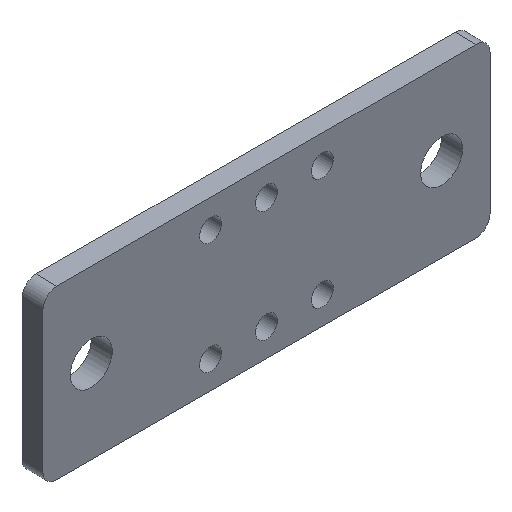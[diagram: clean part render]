
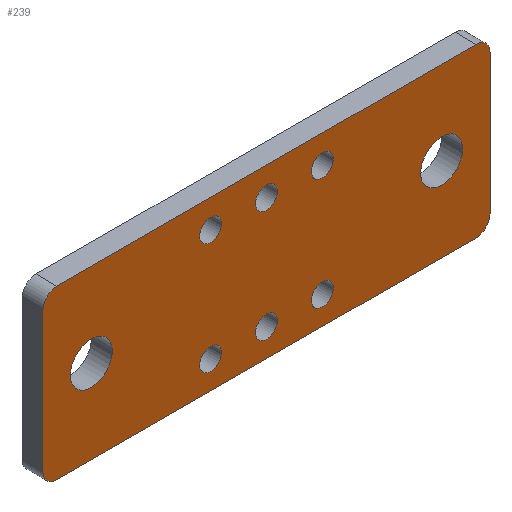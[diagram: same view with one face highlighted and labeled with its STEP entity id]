
A CAD part, isometric view. The second image highlights one B-rep face of the part: STEP entity #239.
In plain terms, the highlighted planar face has unit normal (0, -1, 0).
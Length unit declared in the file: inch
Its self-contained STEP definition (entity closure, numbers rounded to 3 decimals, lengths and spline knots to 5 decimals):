
#2 = ORIENTED_EDGE ( 'NONE', *, *, #118, .T. ) ;
#4 = AXIS2_PLACEMENT_3D ( 'NONE', #260, #274, #79 ) ;
#5 = ORIENTED_EDGE ( 'NONE', *, *, #437, .T. ) ;
#9 = AXIS2_PLACEMENT_3D ( 'NONE', #493, #564, #57 ) ;
#10 = AXIS2_PLACEMENT_3D ( 'NONE', #374, #372, #30 ) ;
#11 = AXIS2_PLACEMENT_3D ( 'NONE', #459, #611, #449 ) ;
#12 = EDGE_CURVE ( 'NONE', #347, #202, #545, .T. ) ;
#14 = VERTEX_POINT ( 'NONE', #92 ) ;
#21 = EDGE_LOOP ( 'NONE', ( #250, #2, #267, #361, #106, #502, #566, #311 ) ) ;
#25 = EDGE_CURVE ( 'NONE', #293, #202, #398, .T. ) ;
#29 = CARTESIAN_POINT ( 'NONE',  ( 0., 0., 0. ) ) ;
#30 = DIRECTION ( 'NONE',  ( 0., 0., -1. ) ) ;
#36 = AXIS2_PLACEMENT_3D ( 'NONE', #402, #201, #422 ) ;
#45 = DIRECTION ( 'NONE',  ( 0., 1., 0. ) ) ;
#47 = FACE_OUTER_BOUND ( 'NONE', #21, .T. ) ;
#49 = CARTESIAN_POINT ( 'NONE',  ( 3.875, 0., 0. ) ) ;
#51 = ORIENTED_EDGE ( 'NONE', *, *, #102, .T. ) ;
#53 = CARTESIAN_POINT ( 'NONE',  ( 2.5, 0., -1.152 ) ) ;
#57 = DIRECTION ( 'NONE',  ( 0., 0., 1. ) ) ;
#58 = AXIS2_PLACEMENT_3D ( 'NONE', #538, #45, #518 ) ;
#63 = CIRCLE ( 'NONE', #10, 0.098 ) ;
#65 = AXIS2_PLACEMENT_3D ( 'NONE', #281, #295, #305 ) ;
#74 = CARTESIAN_POINT ( 'NONE',  ( 3.875, 0., -1.375 ) ) ;
#79 = DIRECTION ( 'NONE',  ( 0., 0., -1. ) ) ;
#87 = DIRECTION ( 'NONE',  ( 0., 0., -1. ) ) ;
#88 = EDGE_LOOP ( 'NONE', ( #51 ) ) ;
#89 = CARTESIAN_POINT ( 'NONE',  ( 1.5, 0., -0.152 ) ) ;
#92 = CARTESIAN_POINT ( 'NONE',  ( 0.4325, 0., -0.5625 ) ) ;
#93 = EDGE_CURVE ( 'NONE', #293, #223, #296, .T. ) ;
#95 = CARTESIAN_POINT ( 'NONE',  ( 3.5675, 0., -0.5625 ) ) ;
#98 = CARTESIAN_POINT ( 'NONE',  ( 2.5, 0., -0.348 ) ) ;
#102 = EDGE_CURVE ( 'NONE', #469, #469, #63, .T. ) ;
#103 = EDGE_CURVE ( 'NONE', #254, #254, #417, .T. ) ;
#105 = EDGE_CURVE ( 'NONE', #543, #223, #569, .T. ) ;
#106 = ORIENTED_EDGE ( 'NONE', *, *, #120, .F. ) ;
#108 = CARTESIAN_POINT ( 'NONE',  ( 2., 0., -1.152 ) ) ;
#109 = VERTEX_POINT ( 'NONE', #98 ) ;
#118 = EDGE_CURVE ( 'NONE', #543, #196, #152, .T. ) ;
#120 = EDGE_CURVE ( 'NONE', #347, #233, #172, .T. ) ;
#145 = EDGE_LOOP ( 'NONE', ( #176 ) ) ;
#152 = CIRCLE ( 'NONE', #11, 0.125 ) ;
#158 = CARTESIAN_POINT ( 'NONE',  ( 4., 0., -1.375 ) ) ;
#159 = CIRCLE ( 'NONE', #9, 0.098 ) ;
#165 = EDGE_CURVE ( 'NONE', #563, #563, #159, .T. ) ;
#172 = LINE ( 'NONE', #440, #487 ) ;
#176 = ORIENTED_EDGE ( 'NONE', *, *, #340, .T. ) ;
#181 = ORIENTED_EDGE ( 'NONE', *, *, #183, .T. ) ;
#183 = EDGE_CURVE ( 'NONE', #14, #14, #385, .T. ) ;
#186 = FACE_BOUND ( 'NONE', #595, .T. ) ;
#194 = EDGE_CURVE ( 'NONE', #473, #196, #285, .T. ) ;
#195 = DIRECTION ( 'NONE',  ( 0., 0., 1. ) ) ;
#196 = VERTEX_POINT ( 'NONE', #554 ) ;
#201 = DIRECTION ( 'NONE',  ( 0., -1., 0. ) ) ;
#202 = VERTEX_POINT ( 'NONE', #49 ) ;
#204 = CARTESIAN_POINT ( 'NONE',  ( 2.5, 0., -0.25 ) ) ;
#207 = FACE_BOUND ( 'NONE', #145, .T. ) ;
#208 = CARTESIAN_POINT ( 'NONE',  ( 4., 0., -0.125 ) ) ;
#217 = DIRECTION ( 'NONE',  ( 0., 0., 1. ) ) ;
#223 = VERTEX_POINT ( 'NONE', #445 ) ;
#227 = EDGE_LOOP ( 'NONE', ( #447 ) ) ;
#233 = VERTEX_POINT ( 'NONE', #158 ) ;
#239 = ADVANCED_FACE ( 'NONE', ( #276, #320, #533, #333, #47, #448, #186, #207, #317 ), #444, .T. ) ;
#243 = CIRCLE ( 'NONE', #592, 0.098 ) ;
#249 = AXIS2_PLACEMENT_3D ( 'NONE', #395, #577, #400 ) ;
#250 = ORIENTED_EDGE ( 'NONE', *, *, #105, .F. ) ;
#252 = DIRECTION ( 'NONE',  ( 0., 1., 0. ) ) ;
#254 = VERTEX_POINT ( 'NONE', #53 ) ;
#260 = CARTESIAN_POINT ( 'NONE',  ( 2., 0., -0.25 ) ) ;
#267 = ORIENTED_EDGE ( 'NONE', *, *, #194, .F. ) ;
#268 = AXIS2_PLACEMENT_3D ( 'NONE', #353, #488, #378 ) ;
#274 = DIRECTION ( 'NONE',  ( 0., 1., 0. ) ) ;
#276 = FACE_BOUND ( 'NONE', #227, .T. ) ;
#281 = CARTESIAN_POINT ( 'NONE',  ( 3.875, 0., -0.125 ) ) ;
#282 = EDGE_CURVE ( 'NONE', #571, #571, #425, .T. ) ;
#285 = LINE ( 'NONE', #616, #432 ) ;
#293 = VERTEX_POINT ( 'NONE', #430 ) ;
#295 = DIRECTION ( 'NONE',  ( 0., -1., 0. ) ) ;
#296 = CIRCLE ( 'NONE', #268, 0.125 ) ;
#305 = DIRECTION ( 'NONE',  ( 0., 0., -1. ) ) ;
#310 = VECTOR ( 'NONE', #195, 39.37008 ) ;
#311 = ORIENTED_EDGE ( 'NONE', *, *, #93, .T. ) ;
#316 = VERTEX_POINT ( 'NONE', #95 ) ;
#317 = FACE_BOUND ( 'NONE', #596, .T. ) ;
#320 = FACE_BOUND ( 'NONE', #88, .T. ) ;
#333 = FACE_BOUND ( 'NONE', #496, .T. ) ;
#334 = CIRCLE ( 'NONE', #570, 0.1875 ) ;
#340 = EDGE_CURVE ( 'NONE', #109, #109, #243, .T. ) ;
#347 = VERTEX_POINT ( 'NONE', #208 ) ;
#348 = CIRCLE ( 'NONE', #578, 0.098 ) ;
#353 = CARTESIAN_POINT ( 'NONE',  ( 0.125, 0., -0.125 ) ) ;
#361 = ORIENTED_EDGE ( 'NONE', *, *, #608, .T. ) ;
#363 = ORIENTED_EDGE ( 'NONE', *, *, #165, .T. ) ;
#367 = DIRECTION ( 'NONE',  ( 0., -1., 0. ) ) ;
#372 = DIRECTION ( 'NONE',  ( 0., 1., 0. ) ) ;
#374 = CARTESIAN_POINT ( 'NONE',  ( 1.5, 0., -1.25 ) ) ;
#378 = DIRECTION ( 'NONE',  ( 0., 0., -1. ) ) ;
#383 = CARTESIAN_POINT ( 'NONE',  ( 0., 0., 0. ) ) ;
#385 = CIRCLE ( 'NONE', #58, 0.1875 ) ;
#391 = DIRECTION ( 'NONE',  ( -1., 0., 0. ) ) ;
#393 = EDGE_CURVE ( 'NONE', #424, #424, #348, .T. ) ;
#395 = CARTESIAN_POINT ( 'NONE',  ( 2.5, 0., -1.25 ) ) ;
#398 = LINE ( 'NONE', #29, #410 ) ;
#400 = DIRECTION ( 'NONE',  ( 0., 0., 1. ) ) ;
#402 = CARTESIAN_POINT ( 'NONE',  ( 0., 0., 0. ) ) ;
#405 = CARTESIAN_POINT ( 'NONE',  ( 2., 0., -0.348 ) ) ;
#410 = VECTOR ( 'NONE', #599, 39.37008 ) ;
#417 = CIRCLE ( 'NONE', #249, 0.098 ) ;
#422 = DIRECTION ( 'NONE',  ( 0., 0., -1. ) ) ;
#424 = VERTEX_POINT ( 'NONE', #108 ) ;
#425 = CIRCLE ( 'NONE', #4, 0.098 ) ;
#430 = CARTESIAN_POINT ( 'NONE',  ( 0.125, 0., 0. ) ) ;
#432 = VECTOR ( 'NONE', #391, 39.37008 ) ;
#437 = EDGE_CURVE ( 'NONE', #316, #316, #334, .T. ) ;
#440 = CARTESIAN_POINT ( 'NONE',  ( 4., 0., 0. ) ) ;
#442 = DIRECTION ( 'NONE',  ( 0., 0., -1. ) ) ;
#444 = PLANE ( 'NONE',  #36 ) ;
#445 = CARTESIAN_POINT ( 'NONE',  ( 0., 0., -0.125 ) ) ;
#447 = ORIENTED_EDGE ( 'NONE', *, *, #282, .T. ) ;
#448 = FACE_BOUND ( 'NONE', #617, .T. ) ;
#449 = DIRECTION ( 'NONE',  ( 0., 0., -1. ) ) ;
#459 = CARTESIAN_POINT ( 'NONE',  ( 0.125, 0., -1.375 ) ) ;
#469 = VERTEX_POINT ( 'NONE', #603 ) ;
#473 = VERTEX_POINT ( 'NONE', #485 ) ;
#474 = CIRCLE ( 'NONE', #527, 0.125 ) ;
#479 = DIRECTION ( 'NONE',  ( 0., 1., 0. ) ) ;
#480 = DIRECTION ( 'NONE',  ( 0., 0., 1. ) ) ;
#482 = ORIENTED_EDGE ( 'NONE', *, *, #103, .T. ) ;
#483 = CARTESIAN_POINT ( 'NONE',  ( 3.5675, 0., -0.75 ) ) ;
#485 = CARTESIAN_POINT ( 'NONE',  ( 3.875, 0., -1.5 ) ) ;
#487 = VECTOR ( 'NONE', #442, 39.37008 ) ;
#488 = DIRECTION ( 'NONE',  ( 0., -1., 0. ) ) ;
#493 = CARTESIAN_POINT ( 'NONE',  ( 1.5, 0., -0.25 ) ) ;
#496 = EDGE_LOOP ( 'NONE', ( #181 ) ) ;
#502 = ORIENTED_EDGE ( 'NONE', *, *, #12, .T. ) ;
#516 = DIRECTION ( 'NONE',  ( 0., 1., 0. ) ) ;
#518 = DIRECTION ( 'NONE',  ( 0., 0., 1. ) ) ;
#527 = AXIS2_PLACEMENT_3D ( 'NONE', #74, #367, #87 ) ;
#533 = FACE_BOUND ( 'NONE', #559, .T. ) ;
#538 = CARTESIAN_POINT ( 'NONE',  ( 0.4325, 0., -0.75 ) ) ;
#540 = CARTESIAN_POINT ( 'NONE',  ( 2., 0., -1.25 ) ) ;
#543 = VERTEX_POINT ( 'NONE', #584 ) ;
#545 = CIRCLE ( 'NONE', #65, 0.125 ) ;
#554 = CARTESIAN_POINT ( 'NONE',  ( 0.125, 0., -1.5 ) ) ;
#559 = EDGE_LOOP ( 'NONE', ( #567 ) ) ;
#563 = VERTEX_POINT ( 'NONE', #89 ) ;
#564 = DIRECTION ( 'NONE',  ( 0., 1., 0. ) ) ;
#566 = ORIENTED_EDGE ( 'NONE', *, *, #25, .F. ) ;
#567 = ORIENTED_EDGE ( 'NONE', *, *, #393, .T. ) ;
#569 = LINE ( 'NONE', #383, #310 ) ;
#570 = AXIS2_PLACEMENT_3D ( 'NONE', #483, #479, #480 ) ;
#571 = VERTEX_POINT ( 'NONE', #405 ) ;
#577 = DIRECTION ( 'NONE',  ( 0., 1., 0. ) ) ;
#578 = AXIS2_PLACEMENT_3D ( 'NONE', #540, #252, #217 ) ;
#584 = CARTESIAN_POINT ( 'NONE',  ( 0., 0., -1.375 ) ) ;
#588 = DIRECTION ( 'NONE',  ( 0., 0., -1. ) ) ;
#592 = AXIS2_PLACEMENT_3D ( 'NONE', #204, #516, #588 ) ;
#595 = EDGE_LOOP ( 'NONE', ( #482 ) ) ;
#596 = EDGE_LOOP ( 'NONE', ( #363 ) ) ;
#599 = DIRECTION ( 'NONE',  ( 1., 0., 0. ) ) ;
#603 = CARTESIAN_POINT ( 'NONE',  ( 1.5, 0., -1.348 ) ) ;
#608 = EDGE_CURVE ( 'NONE', #473, #233, #474, .T. ) ;
#611 = DIRECTION ( 'NONE',  ( 0., -1., 0. ) ) ;
#616 = CARTESIAN_POINT ( 'NONE',  ( 0., 0., -1.5 ) ) ;
#617 = EDGE_LOOP ( 'NONE', ( #5 ) ) ;
